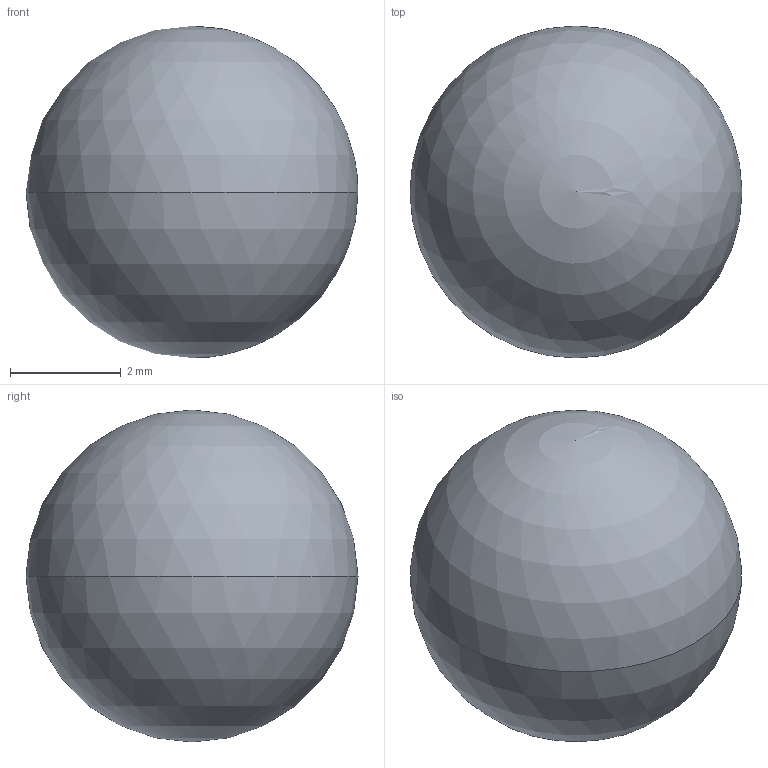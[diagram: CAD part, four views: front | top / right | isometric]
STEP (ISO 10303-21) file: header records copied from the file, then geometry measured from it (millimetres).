
FILE_DESCRIPTION (( 'STEP AP203' ), '1' );
FILE_NAME ('bille 6004_Défaut_sldprt.STEP', '2019-10-30T13:03:06', ( '' ), ( '' ), 'SwSTEP 2.0', 'SolidWorks 2017', '' );
FILE_SCHEMA (( 'CONFIG_CONTROL_DESIGN' ));
Length unit declared in the file: millimetre
Products named in the file (1): bille 6004_Défaut_sldprt
Bounding box: 6 x 6 x 6 mm (x, y, z)
Volume: 113.1 mm3; surface area: 113.1 mm2
Topology: 1 solids, 1 shells, 2 faces, 7 edges, 5 vertices
Faces by surface type: sphere 2
Entity records: 121 total; most frequent: DIRECTION 10, PERSON_AND_ORGANIZATION 8, CARTESIAN_POINT 7, CC_DESIGN_PERSON_AND_ORGANIZATION_ASSIGNMENT 5, LOCAL_TIME 5, AXIS2_PLACEMENT_3D 5, DATE_AND_TIME 5, COORDINATED_UNIVERSAL_TIME_OFFSET 5
